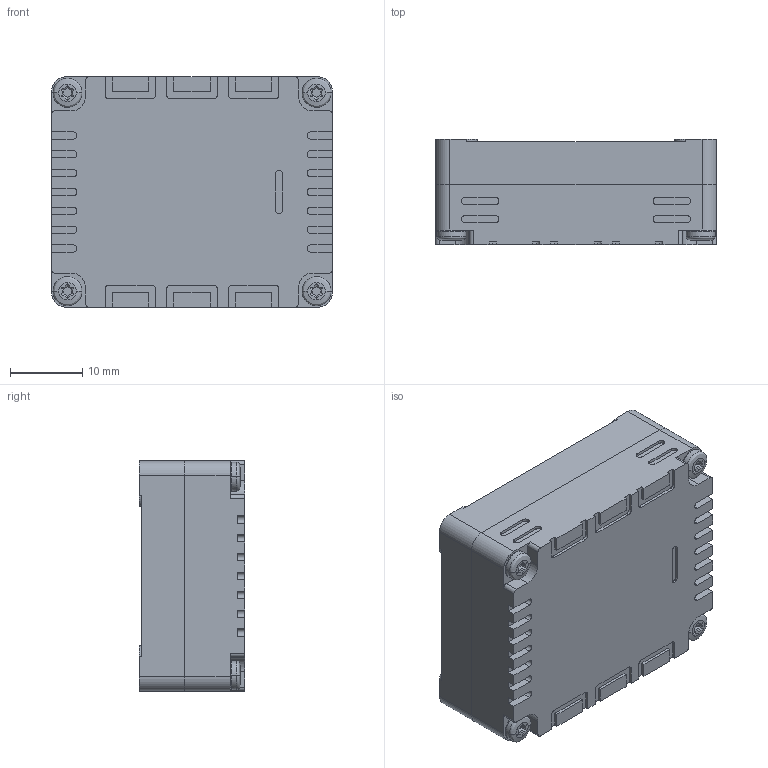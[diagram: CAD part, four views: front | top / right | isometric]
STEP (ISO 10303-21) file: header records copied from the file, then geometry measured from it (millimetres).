
FILE_DESCRIPTION((''),'2;1');
FILE_NAME('PIXHAWK-5X-XUANRAN_ASM','2021-09-17T10:39:47',('QGLing'),(''),'CREO PARAMETRIC BY PTC INC, 2016510','CREO PARAMETRIC BY PTC INC, 2016510','');
FILE_SCHEMA(('CONFIG_CONTROL_DESIGN'));
Length unit declared in the file: millimetre
Products named in the file (4): FMUV5X-DIKE-V13; FMUV5X-SHANGGAI-V14; MEIHUA-M2-10; PIXHAWK-5X-XUANRAN_ASM
Assembly tree (6 placements, depth 2):
  PIXHAWK-5X-XUANRAN_ASM
    FMUV5X-DIKE-V13
    FMUV5X-SHANGGAI-V14
    MEIHUA-M2-10  x4
Bounding box: 38.8 x 14.55 x 31.8 mm (x, y, z)
Volume: 5094.1 mm3; surface area: 9160.2 mm2
Topology: 6 solids, 6 shells, 764 faces, 2064 edges, 1332 vertices
Faces by surface type: plane 410, cylinder 282, bspline 40, cone 24, revolution 8
Entity records: 19113 total; most frequent: CARTESIAN_POINT 5540, ORIENTED_EDGE 2868, DIRECTION 2785, EDGE_CURVE 1434, VECTOR 967, LINE 967, VERTEX_POINT 939, AXIS2_PLACEMENT_3D 908
